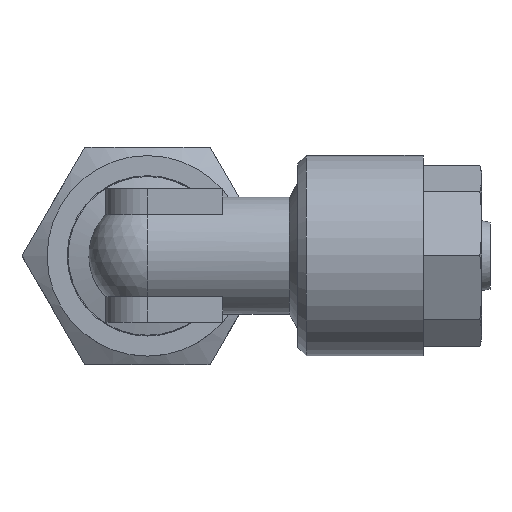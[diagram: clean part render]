
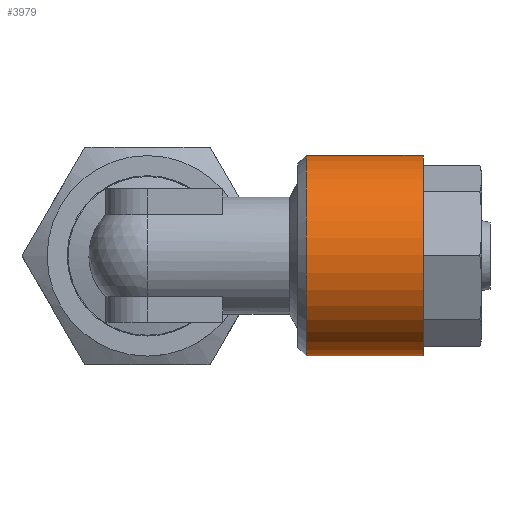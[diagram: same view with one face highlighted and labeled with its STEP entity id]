
A CAD part, top view. The second image highlights one B-rep face of the part: STEP entity #3979.
In plain terms, the highlighted cylindrical face has radius 6 mm (diameter 12 mm), a full revolution.
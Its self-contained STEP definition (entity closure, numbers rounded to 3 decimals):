
#2056=ORIENTED_EDGE('',*,*,#2377,.F.);
#2057=ORIENTED_EDGE('',*,*,#2378,.T.);
#2118=CIRCLE('',#3873,6.);
#2119=CIRCLE('',#3875,6.);
#2227=VERTEX_POINT('',#3691);
#2228=VERTEX_POINT('',#3694);
#2377=EDGE_CURVE('',#2227,#2227,#2118,.T.);
#2378=EDGE_CURVE('',#2228,#2228,#2119,.T.);
#2495=EDGE_LOOP('',(#2056));
#2496=EDGE_LOOP('',(#2057));
#2618=FACE_BOUND('',#2495,.T.);
#2619=FACE_BOUND('',#2496,.T.);
#3014=DIRECTION('',(0.,1.,0.));
#3015=DIRECTION('',(0.,0.,6.));
#3016=DIRECTION('',(0.,1.,0.));
#3017=DIRECTION('',(1.,0.,0.));
#3018=DIRECTION('',(0.,1.,0.));
#3019=DIRECTION('',(0.,0.,-6.));
#3691=CARTESIAN_POINT('',(0.,7.5,6.));
#3692=CARTESIAN_POINT('',(0.,7.5,0.));
#3693=CARTESIAN_POINT('',(0.,0.5,0.));
#3694=CARTESIAN_POINT('',(0.,0.5,-6.));
#3695=CARTESIAN_POINT('',(0.,0.5,0.));
#3873=AXIS2_PLACEMENT_3D('',#3692,#3014,#3015);
#3874=AXIS2_PLACEMENT_3D('',#3693,#3016,#3017);
#3875=AXIS2_PLACEMENT_3D('',#3695,#3018,#3019);
#3900=CYLINDRICAL_SURFACE('',#3874,6.);
#3979=ADVANCED_FACE('',(#2618,#2619),#3900,.T.);
